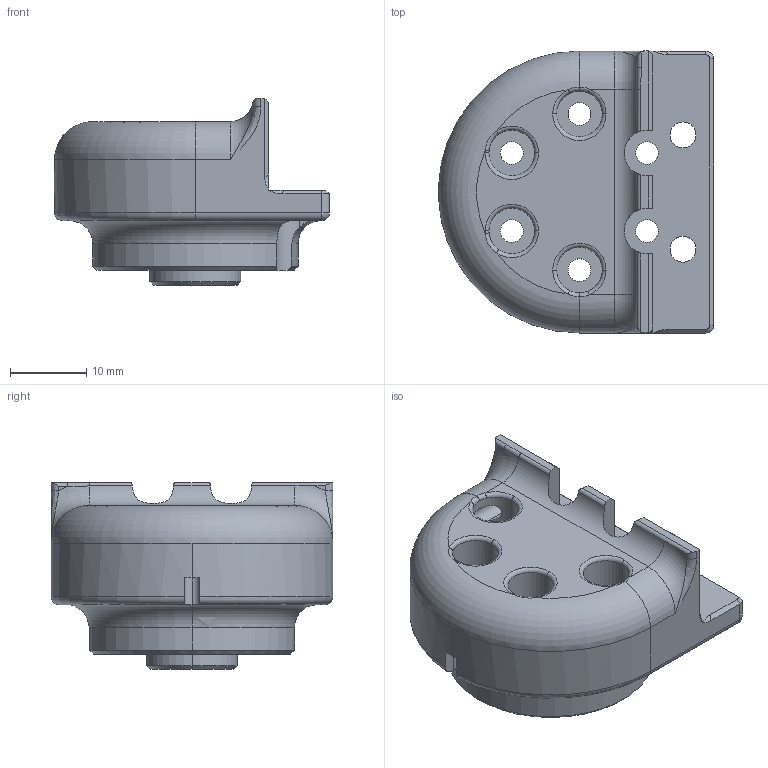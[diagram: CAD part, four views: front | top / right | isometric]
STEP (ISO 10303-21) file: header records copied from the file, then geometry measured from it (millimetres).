
FILE_DESCRIPTION (( 'STEP AP203' ), '1' );
FILE_NAME ('Dummy-0011.STEP_默认_sldprt.STEP', '2025-11-13T14:25:46', ( '' ), ( '' ), 'SwSTEP 2.0', 'SolidWorks 2020', '' );
FILE_SCHEMA (( 'CONFIG_CONTROL_DESIGN' ));
Length unit declared in the file: millimetre
Products named in the file (1): Dummy-0011.STEP_默认_sldprt
Bounding box: 36.1 x 37 x 24.5 mm (x, y, z)
Volume: 13385.5 mm3; surface area: 6579 mm2
Topology: 1 solids, 1 shells, 155 faces, 405 edges, 245 vertices
Faces by surface type: cylinder 73, plane 38, torus 20, cone 13, bspline 9, sphere 2
Entity records: 6047 total; most frequent: CARTESIAN_POINT 2206, DIRECTION 809, ORIENTED_EDGE 790, EDGE_CURVE 395, AXIS2_PLACEMENT_3D 332, VERTEX_POINT 245, CIRCLE 185, EDGE_LOOP 180
